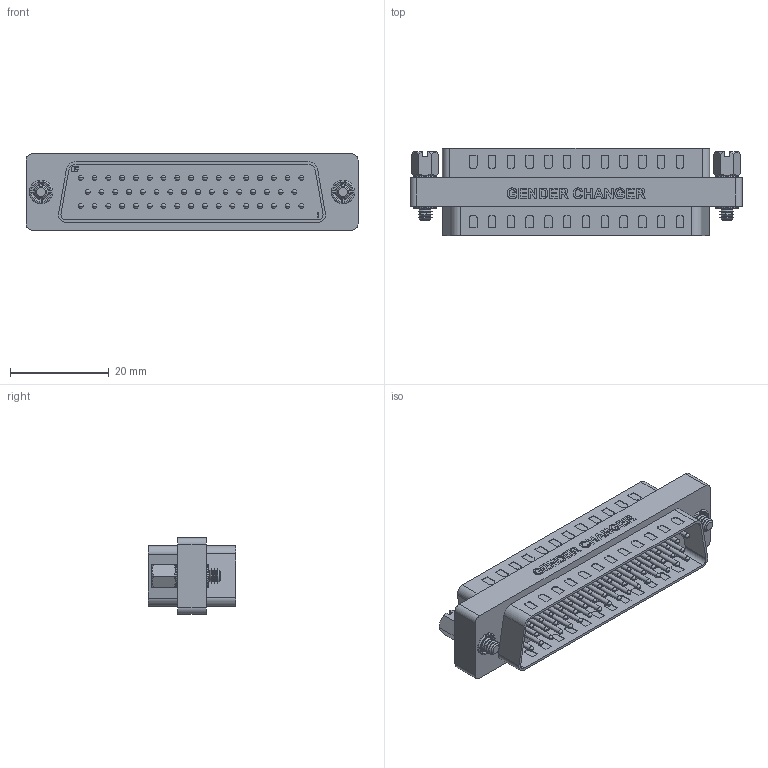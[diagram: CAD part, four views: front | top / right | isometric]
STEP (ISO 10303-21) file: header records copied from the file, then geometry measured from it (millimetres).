
FILE_DESCRIPTION (( 'STEP AP203' ), '1' );
FILE_NAME ('DGB50M.STEP', '2006-06-23T18:36:02', ( 'lcom' ), ( 'lcom' ), 'SwSTEP 2.0', 'SolidWorks 2006004', '' );
FILE_SCHEMA (( 'CONFIG_CONTROL_DESIGN' ));
Length unit declared in the file: inch
Products named in the file (4): DGB50M; SD50P_Without Mounting Flange and Solder Cups; DGB50F-MA1_GENDER CHANGER; 3AA05-002
Assembly tree (5 placements, depth 2):
  DGB50M
    DGB50F-MA1_GENDER CHANGER
    SD50P_Without Mounting Flange and Solder Cups  x2
    3AA05-002  x2
Bounding box: 67.31 x 17.65 x 15.49 mm (x, y, z)
Volume: 7348.7 mm3; surface area: 10832.6 mm2
Topology: 5 solids, 5 shells, 1541 faces, 4132 edges, 2618 vertices
Faces by surface type: plane 714, cylinder 472, sphere 212, bspline 75, cone 56, torus 12
Entity records: 32728 total; most frequent: CARTESIAN_POINT 10960, ORIENTED_EDGE 4384, DIRECTION 4378, EDGE_CURVE 2192, AXIS2_PLACEMENT_3D 1489, VERTEX_POINT 1425, VECTOR 1400, LINE 1400
